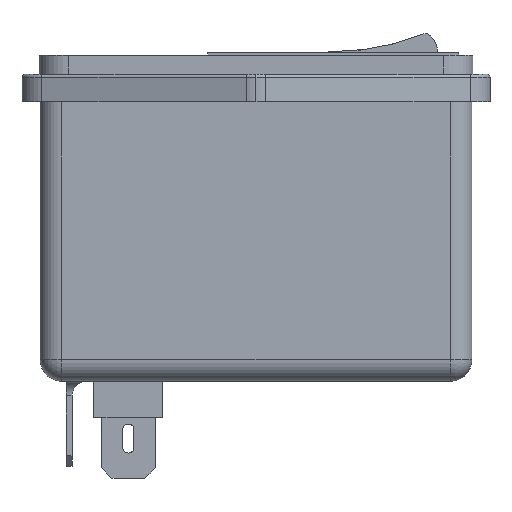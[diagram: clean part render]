
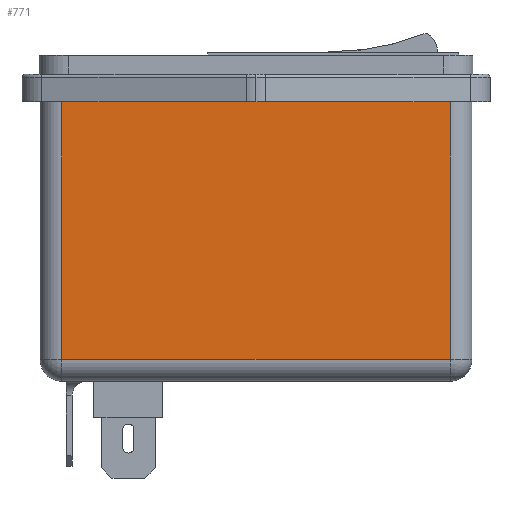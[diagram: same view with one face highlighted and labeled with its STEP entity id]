
A CAD part, left-side view. The second image highlights one B-rep face of the part: STEP entity #771.
In plain terms, the highlighted planar face has unit normal (-1, 0, 0).
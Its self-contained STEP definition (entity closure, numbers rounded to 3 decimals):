
#297 = EDGE_LOOP ( 'NONE', ( #5509, #9728, #1106, #9504 ) ) ;
#377 = DIRECTION ( 'NONE',  ( 0., 1., 0. ) ) ;
#771 = ADVANCED_FACE ( 'NONE', ( #12198 ), #7391, .F. ) ;
#1106 = ORIENTED_EDGE ( 'NONE', *, *, #10252, .T. ) ;
#1238 = EDGE_CURVE ( 'NONE', #9909, #7537, #10910, .T. ) ;
#1286 = DIRECTION ( 'NONE',  ( 1., 0., 0. ) ) ;
#2000 = VECTOR ( 'NONE', #377, 1000. ) ;
#2432 = LINE ( 'NONE', #10678, #4840 ) ;
#3296 = EDGE_CURVE ( 'NONE', #6407, #6063, #2432, .T. ) ;
#4219 = CARTESIAN_POINT ( 'NONE',  ( -14.25, -26.75, 3. ) ) ;
#4610 = DIRECTION ( 'NONE',  ( 0., 0., 1. ) ) ;
#4644 = CARTESIAN_POINT ( 'NONE',  ( -14.25, 29.75, 3. ) ) ;
#4736 = CARTESIAN_POINT ( 'NONE',  ( -14.25, 26.75, 38.5 ) ) ;
#4840 = VECTOR ( 'NONE', #4610, 1000. ) ;
#5365 = CARTESIAN_POINT ( 'NONE',  ( -14.25, 29.75, 0. ) ) ;
#5509 = ORIENTED_EDGE ( 'NONE', *, *, #6071, .T. ) ;
#5727 = VECTOR ( 'NONE', #6702, 1000. ) ;
#6063 = VERTEX_POINT ( 'NONE', #11752 ) ;
#6071 = EDGE_CURVE ( 'NONE', #7537, #6407, #11121, .T. ) ;
#6407 = VERTEX_POINT ( 'NONE', #4219 ) ;
#6702 = DIRECTION ( 'NONE',  ( 0., -1., 0. ) ) ;
#7391 = PLANE ( 'NONE',  #7618 ) ;
#7397 = LINE ( 'NONE', #8482, #2000 ) ;
#7537 = VERTEX_POINT ( 'NONE', #8187 ) ;
#7618 = AXIS2_PLACEMENT_3D ( 'NONE', #5365, #1286, #8415 ) ;
#8187 = CARTESIAN_POINT ( 'NONE',  ( -14.25, 26.75, 3. ) ) ;
#8415 = DIRECTION ( 'NONE',  ( 0., 0., -1. ) ) ;
#8482 = CARTESIAN_POINT ( 'NONE',  ( -14.25, 29.75, 38.5 ) ) ;
#8760 = CARTESIAN_POINT ( 'NONE',  ( -14.25, 26.75, 0. ) ) ;
#9504 = ORIENTED_EDGE ( 'NONE', *, *, #1238, .T. ) ;
#9728 = ORIENTED_EDGE ( 'NONE', *, *, #3296, .T. ) ;
#9780 = DIRECTION ( 'NONE',  ( 0., 0., -1. ) ) ;
#9909 = VERTEX_POINT ( 'NONE', #4736 ) ;
#10252 = EDGE_CURVE ( 'NONE', #6063, #9909, #7397, .T. ) ;
#10678 = CARTESIAN_POINT ( 'NONE',  ( -14.25, -26.75, 0. ) ) ;
#10910 = LINE ( 'NONE', #8760, #12655 ) ;
#11121 = LINE ( 'NONE', #4644, #5727 ) ;
#11752 = CARTESIAN_POINT ( 'NONE',  ( -14.25, -26.75, 38.5 ) ) ;
#12198 = FACE_OUTER_BOUND ( 'NONE', #297, .T. ) ;
#12655 = VECTOR ( 'NONE', #9780, 1000. ) ;
